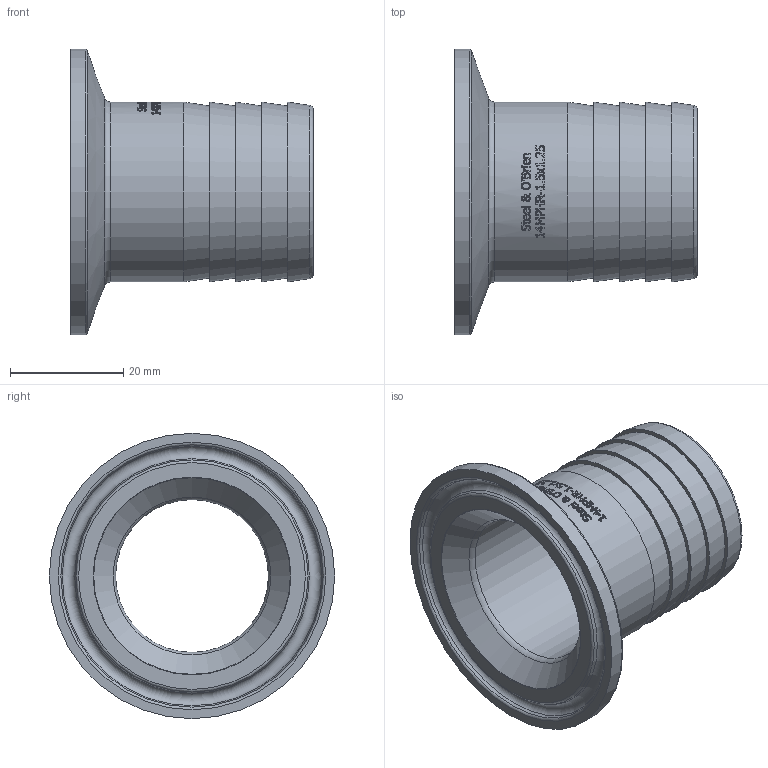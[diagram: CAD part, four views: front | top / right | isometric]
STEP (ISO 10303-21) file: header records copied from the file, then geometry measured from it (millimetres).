
FILE_DESCRIPTION(/* description */ (''),/* implementation_level */ '2;1');
FILE_NAME(/* name */ '14MPHR-1.5X1.25.stp',/* time_stamp */ '2021-11-16T10:52:07-05:00',/* author */ ('rick'),/* organization */ (''),/* preprocessor_version */ 'ST-DEVELOPER v18.1',/* originating_system */ 'Autodesk Inventor 2020',/* authorisation */ '');
FILE_SCHEMA (('AUTOMOTIVE_DESIGN { 1 0 10303 214 3 1 1 }'));
Length unit declared in the file: inch
Products named in the file (1): 14MPHR-1.5X1.25
Bounding box: 42.85 x 50.39 x 50.39 mm (x, y, z)
Volume: 12787.4 mm3; surface area: 10808.3 mm2
Topology: 1 solids, 1 shells, 454 faces, 1248 edges, 841 vertices
Faces by surface type: plane 219, bspline 174, cylinder 43, torus 9, cone 9
Full cylindrical faces by diameter (mm): 26.975 x1, 31.75 x1, 50.394 x1
Entity records: 18376 total; most frequent: CARTESIAN_POINT 7581, ORIENTED_EDGE 2496, DIRECTION 1786, EDGE_CURVE 1248, VERTEX_POINT 841, AXIS2_PLACEMENT_3D 605, LINE 576, VECTOR 576
